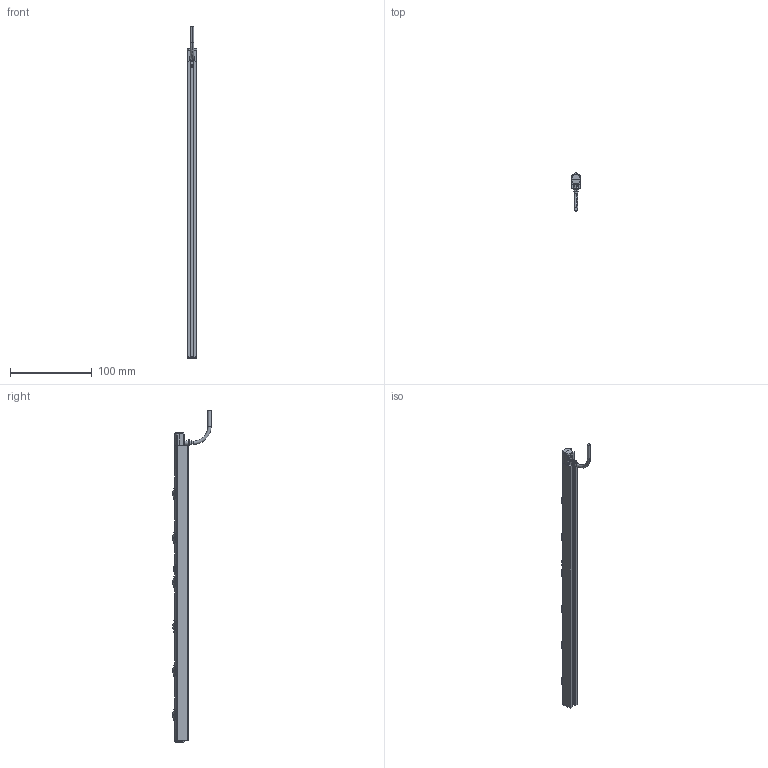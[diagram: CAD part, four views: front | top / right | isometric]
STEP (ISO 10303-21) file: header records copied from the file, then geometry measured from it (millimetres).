
FILE_DESCRIPTION((''),'2;1');
FILE_NAME('216744_SM01_ASM','2024-05-22T09:59:53',('banengservice'),('BANNER ENGINEERING'),'CREO PARAMETRIC BY PTC INC, 2022414','CREO PARAMETRIC BY PTC INC, 2022414','');
FILE_SCHEMA(('CONFIG_CONTROL_DESIGN'));
Products named in the file (2): 216744_EP01; 216744_SM01_ASM
Assembly tree (1 placements, depth 2):
  216744_SM01_ASM
    216744_EP01
Bounding box: 12 x 46.65 x 405.15 mm (x, y, z)
Volume: 61753.9 mm3; surface area: 28229 mm2
Topology: 1 solids, 1 shells, 1046 faces, 2725 edges, 1647 vertices
Faces by surface type: bspline 444, plane 223, cylinder 221, cone 78, sphere 26, revolution 24, torus 16, extrusion 14
Entity records: 72826 total; most frequent: CARTESIAN_POINT 51463, ORIENTED_EDGE 5398, DIRECTION 3076, EDGE_CURVE 2699, VERTEX_POINT 1647, B_SPLINE_CURVE_WITH_KNOTS 1449, AXIS2_PLACEMENT_3D 1183, EDGE_LOOP 1088
